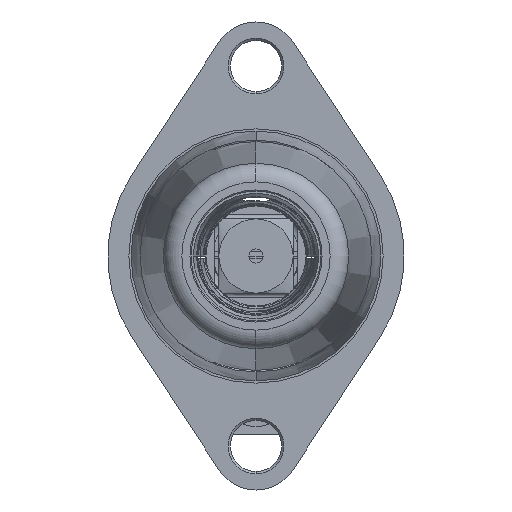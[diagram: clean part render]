
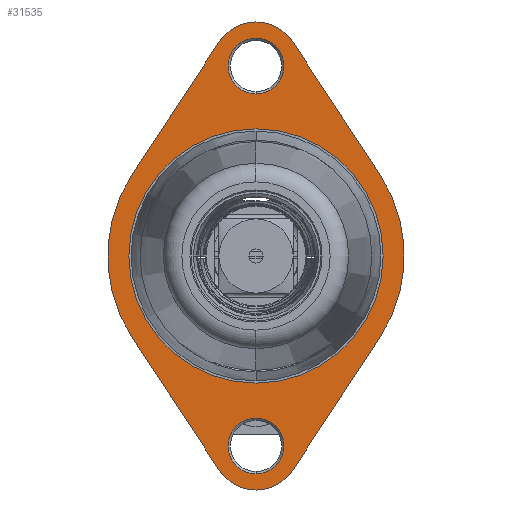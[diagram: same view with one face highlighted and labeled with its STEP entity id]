
A CAD part, left-side view. The second image highlights one B-rep face of the part: STEP entity #31535.
In plain terms, the highlighted planar face has unit normal (-1, 0, 0).
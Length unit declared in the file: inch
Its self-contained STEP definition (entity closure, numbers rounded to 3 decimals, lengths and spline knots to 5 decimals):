
#30001=CARTESIAN_POINT('',(-21.6154,0.005,0.));
#30002=DIRECTION('',(-1.,0.,0.));
#30003=DIRECTION('',(0.,0.,1.));
#30004=AXIS2_PLACEMENT_3D('',#30001,#30002,#30003);
#30006=CARTESIAN_POINT('',(-21.6154,0.005,0.));
#30007=DIRECTION('',(-1.,0.,0.));
#30008=DIRECTION('',(0.,0.,-1.));
#30009=AXIS2_PLACEMENT_3D('',#30006,#30007,#30008);
#30011=CARTESIAN_POINT('',(-21.6154,0.005,-2.5625));
#30012=DIRECTION('',(1.,0.,0.));
#30013=DIRECTION('',(0.,-0.836,-0.549));
#30014=AXIS2_PLACEMENT_3D('',#30011,#30012,#30013);
#30016=DIRECTION('',(0.,-0.549,-0.836));
#30017=VECTOR('',#30016,2.14233);
#30018=CARTESIAN_POINT('',(-21.6154,1.67706,-1.09737));
#30019=LINE('',#30018,#30017);
#30020=CARTESIAN_POINT('',(-21.6154,0.005,0.));
#30021=DIRECTION('',(1.,0.,0.));
#30022=DIRECTION('',(0.,0.836,-0.549));
#30023=AXIS2_PLACEMENT_3D('',#30020,#30021,#30022);
#30025=DIRECTION('',(0.,0.549,-0.836));
#30026=VECTOR('',#30025,2.14233);
#30027=CARTESIAN_POINT('',(-21.6154,0.5016,2.88842));
#30028=LINE('',#30027,#30026);
#30029=CARTESIAN_POINT('',(-21.6154,0.005,2.5625));
#30030=DIRECTION('',(1.,0.,0.));
#30031=DIRECTION('',(0.,0.836,0.549));
#30032=AXIS2_PLACEMENT_3D('',#30029,#30030,#30031);
#30034=DIRECTION('',(0.,0.549,0.836));
#30035=VECTOR('',#30034,2.14233);
#30036=CARTESIAN_POINT('',(-21.6154,-1.66706,1.09737));
#30037=LINE('',#30036,#30035);
#30038=CARTESIAN_POINT('',(-21.6154,0.005,0.));
#30039=DIRECTION('',(1.,0.,0.));
#30040=DIRECTION('',(0.,-0.836,0.549));
#30041=AXIS2_PLACEMENT_3D('',#30038,#30039,#30040);
#30043=DIRECTION('',(0.,-0.549,0.836));
#30044=VECTOR('',#30043,2.14233);
#30045=CARTESIAN_POINT('',(-21.6154,-0.4916,-2.88842));
#30046=LINE('',#30045,#30044);
#31253=CARTESIAN_POINT('',(-21.6154,0.005,-2.5625));
#31254=DIRECTION('',(-1.,0.,0.));
#31255=DIRECTION('',(0.,0.,-1.));
#31256=AXIS2_PLACEMENT_3D('',#31253,#31254,#31255);
#31263=CARTESIAN_POINT('',(-21.6154,0.005,-2.5625));
#31264=DIRECTION('',(-1.,0.,0.));
#31265=DIRECTION('',(0.,0.,1.));
#31266=AXIS2_PLACEMENT_3D('',#31263,#31264,#31265);
#31281=CARTESIAN_POINT('',(-21.6154,0.005,2.5625));
#31282=DIRECTION('',(-1.,0.,0.));
#31283=DIRECTION('',(0.,0.,-1.));
#31284=AXIS2_PLACEMENT_3D('',#31281,#31282,#31283);
#31291=CARTESIAN_POINT('',(-21.6154,0.005,2.5625));
#31292=DIRECTION('',(-1.,0.,0.));
#31293=DIRECTION('',(0.,0.,1.));
#31294=AXIS2_PLACEMENT_3D('',#31291,#31292,#31293);
#31373=CARTESIAN_POINT('',(-21.6154,0.005,-1.715));
#31374=CARTESIAN_POINT('',(-21.6154,0.005,1.715));
#31375=VERTEX_POINT('',#31373);
#31376=VERTEX_POINT('',#31374);
#31377=CARTESIAN_POINT('',(-21.6154,-0.4916,-2.88842));
#31378=CARTESIAN_POINT('',(-21.6154,0.5016,-2.88842));
#31379=VERTEX_POINT('',#31377);
#31380=VERTEX_POINT('',#31378);
#31381=CARTESIAN_POINT('',(-21.6154,-1.66706,-1.09737));
#31382=VERTEX_POINT('',#31381);
#31383=CARTESIAN_POINT('',(-21.6154,-1.66706,1.09737));
#31384=VERTEX_POINT('',#31383);
#31385=CARTESIAN_POINT('',(-21.6154,-0.4916,2.88842));
#31386=VERTEX_POINT('',#31385);
#31387=CARTESIAN_POINT('',(-21.6154,0.5016,2.88842));
#31388=VERTEX_POINT('',#31387);
#31389=CARTESIAN_POINT('',(-21.6154,1.67706,1.09737));
#31390=VERTEX_POINT('',#31389);
#31391=CARTESIAN_POINT('',(-21.6154,1.67706,-1.09737));
#31392=VERTEX_POINT('',#31391);
#31425=CARTESIAN_POINT('',(-21.6154,0.005,-2.9375));
#31426=CARTESIAN_POINT('',(-21.6154,0.005,-2.1875));
#31427=VERTEX_POINT('',#31425);
#31428=VERTEX_POINT('',#31426);
#31433=CARTESIAN_POINT('',(-21.6154,0.005,2.1875));
#31434=CARTESIAN_POINT('',(-21.6154,0.005,2.9375));
#31435=VERTEX_POINT('',#31433);
#31436=VERTEX_POINT('',#31434);
#31494=CARTESIAN_POINT('',(-21.6154,0.005,0.));
#31495=DIRECTION('',(1.,0.,0.));
#31496=DIRECTION('',(0.,0.,1.));
#31497=AXIS2_PLACEMENT_3D('',#31494,#31495,#31496);
#31498=PLANE('',#31497);
#31500=ORIENTED_EDGE('',*,*,#31499,.T.);
#31502=ORIENTED_EDGE('',*,*,#31501,.F.);
#31504=ORIENTED_EDGE('',*,*,#31503,.T.);
#31506=ORIENTED_EDGE('',*,*,#31505,.F.);
#31508=ORIENTED_EDGE('',*,*,#31507,.T.);
#31510=ORIENTED_EDGE('',*,*,#31509,.F.);
#31512=ORIENTED_EDGE('',*,*,#31511,.T.);
#31514=ORIENTED_EDGE('',*,*,#31513,.F.);
#31515=EDGE_LOOP('',(#31500,#31502,#31504,#31506,#31508,#31510,#31512,#31514));
#31516=FACE_OUTER_BOUND('',#31515,.F.);
#31518=ORIENTED_EDGE('',*,*,#31517,.T.);
#31520=ORIENTED_EDGE('',*,*,#31519,.T.);
#31521=EDGE_LOOP('',(#31518,#31520));
#31522=FACE_BOUND('',#31521,.F.);
#31524=ORIENTED_EDGE('',*,*,#31523,.T.);
#31526=ORIENTED_EDGE('',*,*,#31525,.T.);
#31527=EDGE_LOOP('',(#31524,#31526));
#31528=FACE_BOUND('',#31527,.F.);
#31530=ORIENTED_EDGE('',*,*,#31529,.T.);
#31532=ORIENTED_EDGE('',*,*,#31531,.T.);
#31533=EDGE_LOOP('',(#31530,#31532));
#31534=FACE_BOUND('',#31533,.F.);
#31535=ADVANCED_FACE('',(#31516,#31522,#31528,#31534),#31498,.F.);
#30005=CIRCLE('',#30004,1.715);
#30010=CIRCLE('',#30009,1.715);
#30015=CIRCLE('',#30014,0.594);
#30024=CIRCLE('',#30023,2.);
#30033=CIRCLE('',#30032,0.594);
#30042=CIRCLE('',#30041,2.);
#31257=CIRCLE('',#31256,0.375);
#31267=CIRCLE('',#31266,0.375);
#31285=CIRCLE('',#31284,0.375);
#31295=CIRCLE('',#31294,0.375);
#31499=EDGE_CURVE('',#31379,#31380,#30015,.T.);
#31501=EDGE_CURVE('',#31392,#31380,#30019,.T.);
#31503=EDGE_CURVE('',#31392,#31390,#30024,.T.);
#31505=EDGE_CURVE('',#31388,#31390,#30028,.T.);
#31507=EDGE_CURVE('',#31388,#31386,#30033,.T.);
#31509=EDGE_CURVE('',#31384,#31386,#30037,.T.);
#31511=EDGE_CURVE('',#31384,#31382,#30042,.T.);
#31513=EDGE_CURVE('',#31379,#31382,#30046,.T.);
#31517=EDGE_CURVE('',#31376,#31375,#30005,.T.);
#31519=EDGE_CURVE('',#31375,#31376,#30010,.T.);
#31523=EDGE_CURVE('',#31428,#31427,#31267,.T.);
#31525=EDGE_CURVE('',#31427,#31428,#31257,.T.);
#31529=EDGE_CURVE('',#31436,#31435,#31295,.T.);
#31531=EDGE_CURVE('',#31435,#31436,#31285,.T.);
